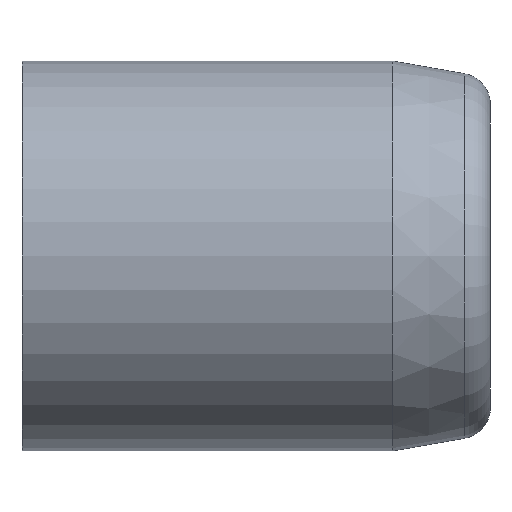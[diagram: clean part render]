
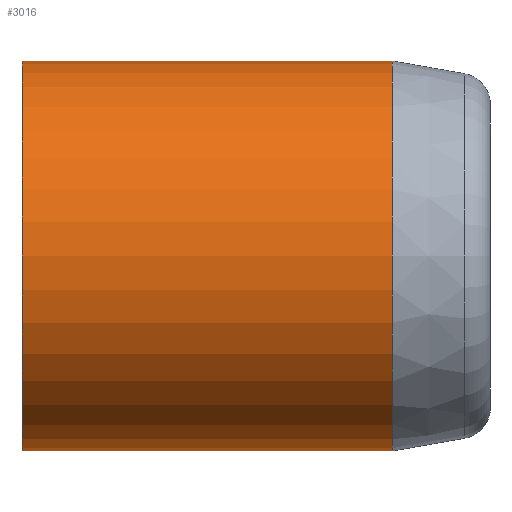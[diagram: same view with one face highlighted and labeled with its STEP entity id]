
A CAD part, left-side view. The second image highlights one B-rep face of the part: STEP entity #3016.
In plain terms, the highlighted cylindrical face has radius 5 mm (diameter 10 mm), a partial arc.
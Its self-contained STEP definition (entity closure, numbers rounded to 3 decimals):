
#46 = VECTOR ( 'NONE', #1074, 1000. ) ;
#92 = AXIS2_PLACEMENT_3D ( 'NONE', #1115, #1087, #1088 ) ;
#387 = AXIS2_PLACEMENT_3D ( 'NONE', #2739, #2728, #2745 ) ;
#413 = AXIS2_PLACEMENT_3D ( 'NONE', #2741, #2719, #2729 ) ;
#421 = CIRCLE ( 'NONE', #387, 5. ) ;
#429 = CIRCLE ( 'NONE', #413, 5. ) ;
#484 = VECTOR ( 'NONE', #902, 1000. ) ;
#825 = CARTESIAN_POINT ( 'NONE',  ( 0., 2.5, 5. ) ) ;
#851 = CARTESIAN_POINT ( 'NONE',  ( 0., 12., 5. ) ) ;
#878 = CARTESIAN_POINT ( 'NONE',  ( 0., 12., -5. ) ) ;
#890 = LINE ( 'NONE', #906, #484 ) ;
#891 = CARTESIAN_POINT ( 'NONE',  ( 0., 2.5, -5. ) ) ;
#902 = DIRECTION ( 'NONE',  ( 0., 1., 0. ) ) ;
#906 = CARTESIAN_POINT ( 'NONE',  ( 0., 12.966, -5. ) ) ;
#1073 = LINE ( 'NONE', #1075, #46 ) ;
#1074 = DIRECTION ( 'NONE',  ( 0., 1., 0. ) ) ;
#1075 = CARTESIAN_POINT ( 'NONE',  ( 0., 12.966, 5. ) ) ;
#1083 = FACE_OUTER_BOUND ( 'NONE', #1947, .T. ) ;
#1087 = DIRECTION ( 'NONE',  ( 0., 1., 0. ) ) ;
#1088 = DIRECTION ( 'NONE',  ( 0., 0., 1. ) ) ;
#1102 = CYLINDRICAL_SURFACE ( 'NONE', #92, 5. ) ;
#1115 = CARTESIAN_POINT ( 'NONE',  ( 0., 12.966, 0. ) ) ;
#1340 = EDGE_CURVE ( 'NONE', #2086, #1991, #421, .T. ) ;
#1343 = EDGE_CURVE ( 'NONE', #2062, #2044, #429, .T. ) ;
#1947 = EDGE_LOOP ( 'NONE', ( #2230, #2304, #2276, #2248 ) ) ;
#1991 = VERTEX_POINT ( 'NONE', #825 ) ;
#2044 = VERTEX_POINT ( 'NONE', #851 ) ;
#2062 = VERTEX_POINT ( 'NONE', #878 ) ;
#2086 = VERTEX_POINT ( 'NONE', #891 ) ;
#2230 = ORIENTED_EDGE ( 'NONE', *, *, #2965, .F. ) ;
#2248 = ORIENTED_EDGE ( 'NONE', *, *, #1343, .F. ) ;
#2276 = ORIENTED_EDGE ( 'NONE', *, *, #3003, .T. ) ;
#2304 = ORIENTED_EDGE ( 'NONE', *, *, #1340, .T. ) ;
#2719 = DIRECTION ( 'NONE',  ( 0., 1., 0. ) ) ;
#2728 = DIRECTION ( 'NONE',  ( 0., 1., 0. ) ) ;
#2729 = DIRECTION ( 'NONE',  ( 0., 0., 1. ) ) ;
#2739 = CARTESIAN_POINT ( 'NONE',  ( 0., 2.5, 0. ) ) ;
#2741 = CARTESIAN_POINT ( 'NONE',  ( 0., 12., 0. ) ) ;
#2745 = DIRECTION ( 'NONE',  ( 0., 0., 1. ) ) ;
#2965 = EDGE_CURVE ( 'NONE', #2086, #2062, #890, .T. ) ;
#3003 = EDGE_CURVE ( 'NONE', #1991, #2044, #1073, .T. ) ;
#3016 = ADVANCED_FACE ( 'NONE', ( #1083 ), #1102, .T. ) ;
